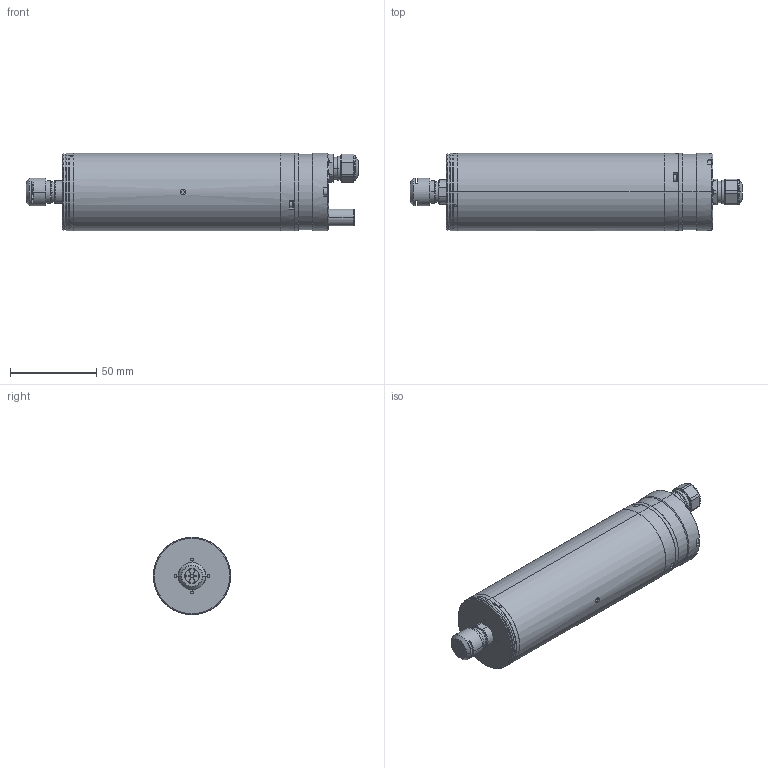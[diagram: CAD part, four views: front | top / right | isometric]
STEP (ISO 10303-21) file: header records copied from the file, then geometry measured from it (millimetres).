
FILE_DESCRIPTION (( 'STEP AP203' ), '1' );
FILE_NAME ('045S60-01-.STEP', '2012-09-20T13:25:03', ( '' ), ( '' ), 'SwSTEP 2.0', 'SolidWorks 2012', '' );
FILE_SCHEMA (( 'CONFIG_CONTROL_DESIGN' ));
Length unit declared in the file: millimetre
Products named in the file (1): 045S60-01-
Bounding box: 192.79 x 45 x 45 mm (x, y, z)
Surface area: 34245.1 mm2 (no closed solid volume)
Topology: 0 solids, 31 shells, 293 faces, 970 edges, 687 vertices
Faces by surface type: plane 132, cylinder 100, cone 35, torus 26
Entity records: 11167 total; most frequent: CARTESIAN_POINT 2515, DIRECTION 1905, ORIENTED_EDGE 1539, EDGE_CURVE 964, AXIS2_PLACEMENT_3D 725, VERTEX_POINT 687, LINE 455, VECTOR 455
